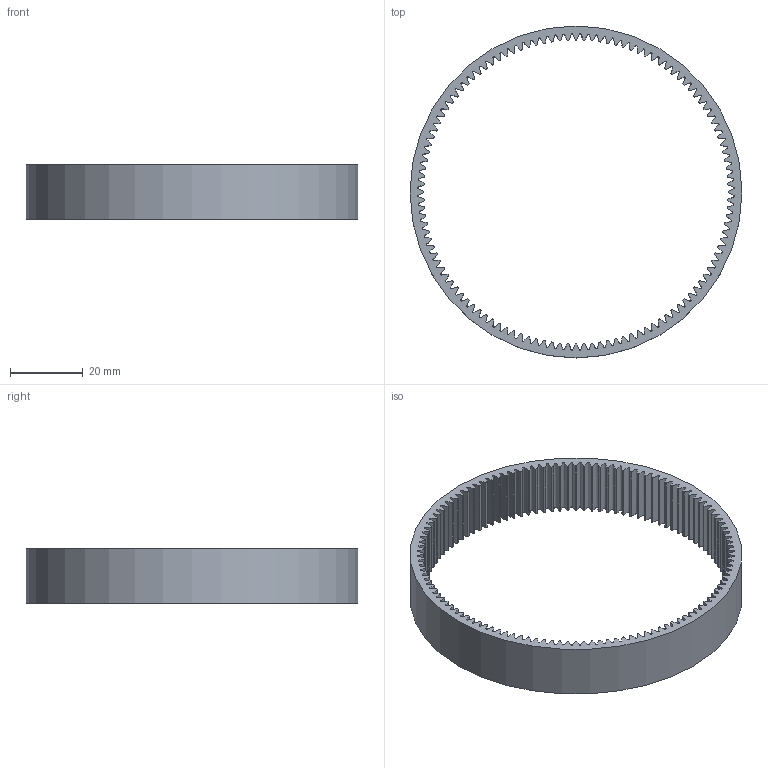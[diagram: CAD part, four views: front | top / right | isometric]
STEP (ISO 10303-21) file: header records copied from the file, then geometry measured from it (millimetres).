
FILE_DESCRIPTION(/* description */ ('STEP AP203'),/* implementation_level */ '2;1');
FILE_NAME(/* name */ 'KISSsoft_ringgear',/* time_stamp */ '2022-12-02T15:27:40-05:00',/* author */ (' '),/* organization */ (' '),/* preprocessor_version */ 'ST-DEVELOPER v18.101',/* originating_system */ ' ',/* authorisation */ ' ');
FILE_SCHEMA (('CONFIG_CONTROL_DESIGN'));
Length unit declared in the file: millimetre
Products named in the file (1): id2
Bounding box: 91 x 91 x 15 mm (x, y, z)
Volume: 18061.9 mm3; surface area: 14018 mm2
Topology: 1 solids, 1 shells, 243 faces, 723 edges, 482 vertices
Faces by surface type: cylinder 121, bspline 120, plane 2
Full cylindrical faces by diameter (mm): 91 x1
Entity records: 15919 total; most frequent: CARTESIAN_POINT 9968, ORIENTED_EDGE 1444, DIRECTION 972, EDGE_CURVE 722, VERTEX_POINT 482, AXIS2_PLACEMENT_3D 366, EDGE_LOOP 246, FACE_BOUND 246
